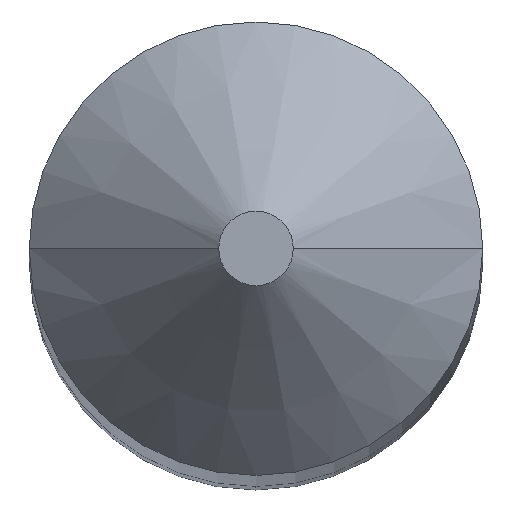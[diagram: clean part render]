
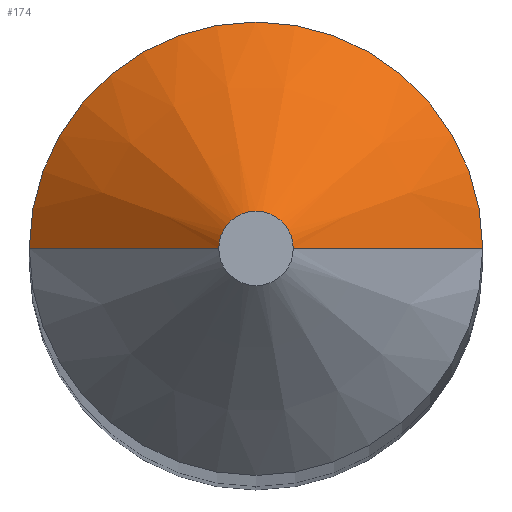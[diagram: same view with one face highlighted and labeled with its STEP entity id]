
A CAD part, top view. The second image highlights one B-rep face of the part: STEP entity #174.
In plain terms, the highlighted conical face has half-angle 45 degrees and reference radius 0.95 mm.
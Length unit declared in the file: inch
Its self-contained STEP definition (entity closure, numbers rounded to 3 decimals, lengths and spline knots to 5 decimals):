
#11 = ORIENTED_EDGE ( 'NONE', *, *, #385, .F. ) ;
#15 = CARTESIAN_POINT ( 'NONE',  ( 0., 0., -0.03125 ) ) ;
#25 = DIRECTION ( 'NONE',  ( -0.707, 0., -0.707 ) ) ;
#47 = DIRECTION ( 'NONE',  ( -1., 0., 0. ) ) ;
#56 = CARTESIAN_POINT ( 'NONE',  ( -0.0374, 0., -0.03125 ) ) ;
#57 = CIRCLE ( 'NONE', #139, 0.0374 ) ;
#71 = VERTEX_POINT ( 'NONE', #165 ) ;
#73 = CARTESIAN_POINT ( 'NONE',  ( 0.0374, 0., -0.03125 ) ) ;
#85 = CARTESIAN_POINT ( 'NONE',  ( 0., 0., 0. ) ) ;
#90 = CARTESIAN_POINT ( 'NONE',  ( 0.0374, 0., -0.03125 ) ) ;
#109 = DIRECTION ( 'NONE',  ( 0., 0., -1. ) ) ;
#114 = DIRECTION ( 'NONE',  ( 1., 0., 0. ) ) ;
#119 = VECTOR ( 'NONE', #378, 39.37008 ) ;
#120 = EDGE_CURVE ( 'NONE', #175, #71, #57, .T. ) ;
#122 = ORIENTED_EDGE ( 'NONE', *, *, #288, .T. ) ;
#127 = VERTEX_POINT ( 'NONE', #278 ) ;
#134 = CARTESIAN_POINT ( 'NONE',  ( 0., 0., -0.03125 ) ) ;
#139 = AXIS2_PLACEMENT_3D ( 'NONE', #134, #281, #114 ) ;
#147 = AXIS2_PLACEMENT_3D ( 'NONE', #15, #109, #47 ) ;
#165 = CARTESIAN_POINT ( 'NONE',  ( -0.0374, 0., -0.03125 ) ) ;
#174 = ADVANCED_FACE ( 'NONE', ( #227 ), #261, .T. ) ;
#175 = VERTEX_POINT ( 'NONE', #73 ) ;
#194 = DIRECTION ( 'NONE',  ( 1., 0., 0. ) ) ;
#227 = FACE_OUTER_BOUND ( 'NONE', #309, .T. ) ;
#241 = CIRCLE ( 'NONE', #388, 0.00615 ) ;
#259 = LINE ( 'NONE', #90, #119 ) ;
#261 = CONICAL_SURFACE ( 'NONE', #147, 0.0374, 0.785 ) ;
#278 = CARTESIAN_POINT ( 'NONE',  ( 0.00615, 0., 0. ) ) ;
#281 = DIRECTION ( 'NONE',  ( 0., 0., 1. ) ) ;
#288 = EDGE_CURVE ( 'NONE', #127, #175, #259, .T. ) ;
#309 = EDGE_LOOP ( 'NONE', ( #11, #122, #389, #369 ) ) ;
#336 = VERTEX_POINT ( 'NONE', #349 ) ;
#349 = CARTESIAN_POINT ( 'NONE',  ( -0.00615, 0., 0. ) ) ;
#352 = LINE ( 'NONE', #56, #363 ) ;
#363 = VECTOR ( 'NONE', #25, 39.37008 ) ;
#369 = ORIENTED_EDGE ( 'NONE', *, *, #390, .F. ) ;
#378 = DIRECTION ( 'NONE',  ( 0.707, 0., -0.707 ) ) ;
#384 = DIRECTION ( 'NONE',  ( 0., 0., 1. ) ) ;
#385 = EDGE_CURVE ( 'NONE', #127, #336, #241, .T. ) ;
#388 = AXIS2_PLACEMENT_3D ( 'NONE', #85, #384, #194 ) ;
#389 = ORIENTED_EDGE ( 'NONE', *, *, #120, .T. ) ;
#390 = EDGE_CURVE ( 'NONE', #336, #71, #352, .T. ) ;
